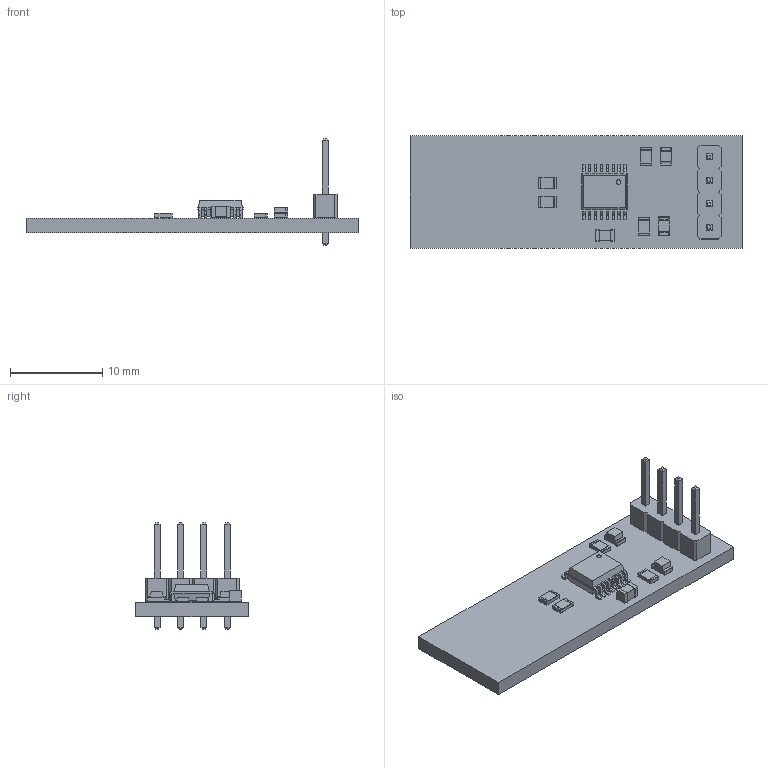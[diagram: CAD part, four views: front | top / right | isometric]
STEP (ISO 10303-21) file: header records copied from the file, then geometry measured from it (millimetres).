
FILE_DESCRIPTION(('KiCad electronic assembly'),'2;1');
FILE_NAME('2024_USB_FTDI.step','2024-05-14T16:03:43',('Pcbnew'),('Kicad' ),'Open CASCADE STEP processor 7.7','KiCad to STEP converter', 'Unknown');
FILE_SCHEMA(('AUTOMOTIVE_DESIGN { 1 0 10303 214 1 1 1 1 }'));
Length unit declared in the file: millimetre
Products named in the file (12): 2024_USB_FTDI 1; R_0805_2012Metric; SSOP-16_3.9x4.9mm_P0.635mm; SSOP_16_39x49mm_P0635mm; PinHeader_1x04_P2.54mm_Vertical; PinHeader_1x04_P254mm_Vertical; C_0805_2012Metric; LED_0805_2012Metric; 2024_USB_FTDI_PCB
Assembly tree (15 placements, depth 3):
  2024_USB_FTDI 1
    R_0805_2012Metric  x4
      R_0805_2012Metric
    SSOP-16_3.9x4.9mm_P0.635mm
      SSOP_16_39x49mm_P0635mm
    PinHeader_1x04_P2.54mm_Vertical
      PinHeader_1x04_P254mm_Vertical
    C_0805_2012Metric
      C_0805_2012Metric
    LED_0805_2012Metric  x2
      LED_0805_2012Metric
    2024_USB_FTDI_PCB
Bounding box: 36 x 12.2 x 11.54 mm (x, y, z)
Volume: 819.6 mm3; surface area: 1407.4 mm2
Topology: 10 solids, 10 shells, 602 faces, 1567 edges, 998 vertices
Faces by surface type: plane 445, cylinder 129, bspline 28
Full cylindrical faces by diameter (mm): 0.5 x1, 1 x4
Entity records: 17710 total; most frequent: CARTESIAN_POINT 2600, ORIENTED_EDGE 2460, DIRECTION 2332, EDGE_CURVE 1230, LINE 1020, VECTOR 1020, VERTEX_POINT 780, AXIS2_PLACEMENT_3D 656
